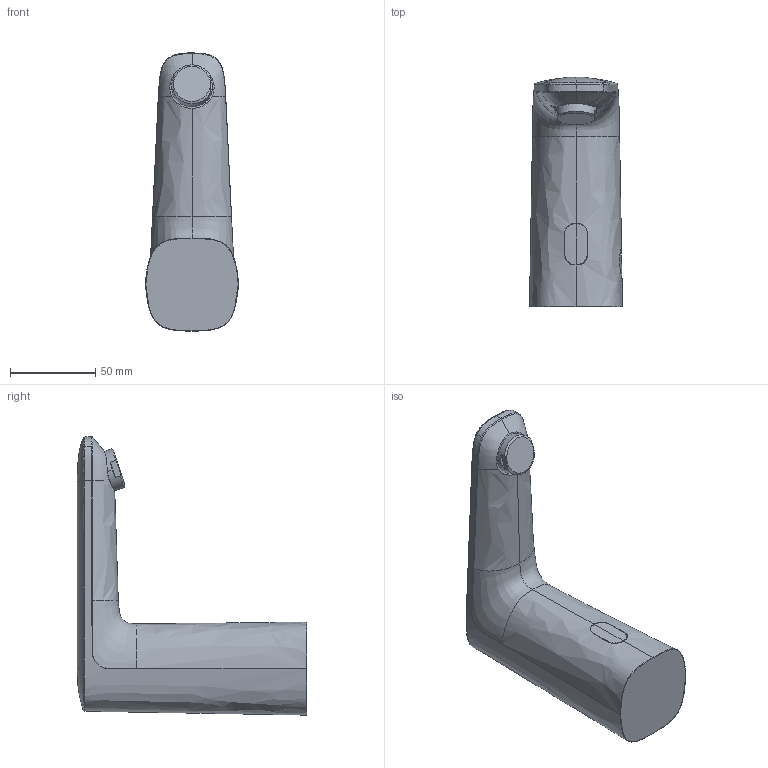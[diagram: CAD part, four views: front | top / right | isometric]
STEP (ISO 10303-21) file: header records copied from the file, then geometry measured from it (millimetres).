
FILE_DESCRIPTION (( 'STEP AP203' ), '1' );
FILE_NAME ('92012009(2023)+92012219(2023).STEP', '2023-04-27T05:24:33', ( '' ), ( '' ), 'SwSTEP 2.0', 'SolidWorks 2016', '' );
FILE_SCHEMA (( 'CONFIG_CONTROL_DESIGN' ));
Length unit declared in the file: millimetre
Products named in the file (1): 92012009(2023)+92012219(2023)
Bounding box: 54.59 x 134.6 x 163.16 mm (x, y, z)
Volume: 396617.6 mm3; surface area: 39367.5 mm2
Topology: 1 solids, 1 shells, 126 faces, 313 edges, 188 vertices
Faces by surface type: bspline 95, plane 18, cylinder 11, cone 2
Entity records: 17728 total; most frequent: CARTESIAN_POINT 15399, ORIENTED_EDGE 620, EDGE_CURVE 310, DIRECTION 233, VERTEX_POINT 188, B_SPLINE_CURVE_WITH_KNOTS 187, EDGE_LOOP 128, ADVANCED_FACE 126
